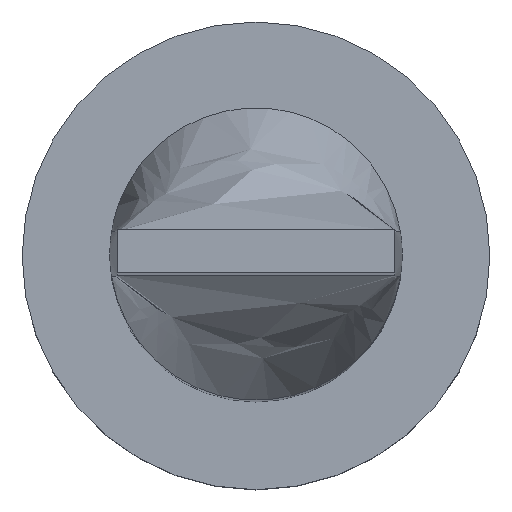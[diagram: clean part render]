
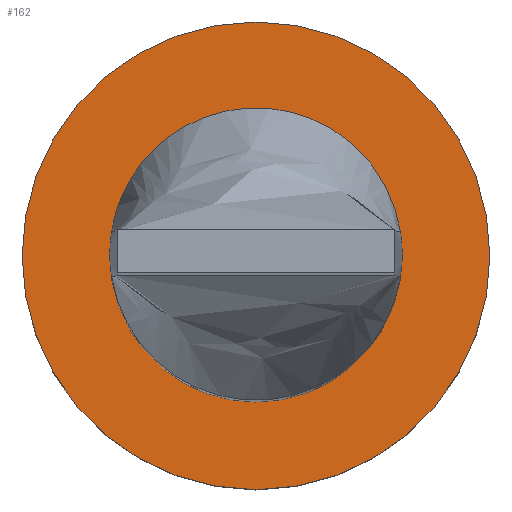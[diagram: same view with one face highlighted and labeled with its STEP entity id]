
A CAD part, top view. The second image highlights one B-rep face of the part: STEP entity #162.
In plain terms, the highlighted planar face has unit normal (0, 0, 1).
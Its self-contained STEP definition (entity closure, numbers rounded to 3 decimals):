
#28 = DIRECTION ( 'NONE',  ( 0., 0., 1. ) ) ;
#75 = ORIENTED_EDGE ( 'NONE', *, *, #192, .F. ) ;
#106 = CARTESIAN_POINT ( 'NONE',  ( 5., 0., 5. ) ) ;
#107 = DIRECTION ( 'NONE',  ( 0., 0., 1. ) ) ;
#120 = VERTEX_POINT ( 'NONE', #350 ) ;
#121 = CARTESIAN_POINT ( 'NONE',  ( 0., 0., 5. ) ) ;
#128 = EDGE_CURVE ( 'NONE', #570, #553, #577, .T. ) ;
#147 = CARTESIAN_POINT ( 'NONE',  ( 8., 0., 5. ) ) ;
#155 = DIRECTION ( 'NONE',  ( 1., 0., 0. ) ) ;
#162 = ADVANCED_FACE ( 'NONE', ( #591, #414 ), #303, .T. ) ;
#164 = DIRECTION ( 'NONE',  ( 0., 0., 1. ) ) ;
#171 = ORIENTED_EDGE ( 'NONE', *, *, #470, .T. ) ;
#192 = EDGE_CURVE ( 'NONE', #543, #120, #211, .T. ) ;
#211 = CIRCLE ( 'NONE', #286, 5. ) ;
#212 = CARTESIAN_POINT ( 'NONE',  ( -8., 0., 5. ) ) ;
#264 = DIRECTION ( 'NONE',  ( 0., 0., 1. ) ) ;
#286 = AXIS2_PLACEMENT_3D ( 'NONE', #459, #28, #358 ) ;
#291 = CARTESIAN_POINT ( 'NONE',  ( 0., 0., 5. ) ) ;
#303 = PLANE ( 'NONE',  #562 ) ;
#307 = CARTESIAN_POINT ( 'NONE',  ( 0., 0., 5. ) ) ;
#308 = EDGE_LOOP ( 'NONE', ( #479, #75 ) ) ;
#313 = ORIENTED_EDGE ( 'NONE', *, *, #128, .T. ) ;
#320 = DIRECTION ( 'NONE',  ( 1., 0., 0. ) ) ;
#350 = CARTESIAN_POINT ( 'NONE',  ( -5., 0., 5. ) ) ;
#357 = AXIS2_PLACEMENT_3D ( 'NONE', #487, #164, #155 ) ;
#358 = DIRECTION ( 'NONE',  ( 1., 0., 0. ) ) ;
#391 = EDGE_LOOP ( 'NONE', ( #313, #171 ) ) ;
#414 = FACE_OUTER_BOUND ( 'NONE', #391, .T. ) ;
#426 = EDGE_CURVE ( 'NONE', #120, #543, #538, .T. ) ;
#436 = CIRCLE ( 'NONE', #477, 8. ) ;
#456 = DIRECTION ( 'NONE',  ( 0., 0., 1. ) ) ;
#459 = CARTESIAN_POINT ( 'NONE',  ( 0., 0., 5. ) ) ;
#461 = AXIS2_PLACEMENT_3D ( 'NONE', #291, #107, #489 ) ;
#470 = EDGE_CURVE ( 'NONE', #553, #570, #436, .T. ) ;
#477 = AXIS2_PLACEMENT_3D ( 'NONE', #121, #264, #320 ) ;
#479 = ORIENTED_EDGE ( 'NONE', *, *, #426, .F. ) ;
#487 = CARTESIAN_POINT ( 'NONE',  ( 0., 0., 5. ) ) ;
#489 = DIRECTION ( 'NONE',  ( 1., 0., 0. ) ) ;
#494 = DIRECTION ( 'NONE',  ( 1., 0., 0. ) ) ;
#538 = CIRCLE ( 'NONE', #461, 5. ) ;
#543 = VERTEX_POINT ( 'NONE', #106 ) ;
#553 = VERTEX_POINT ( 'NONE', #147 ) ;
#562 = AXIS2_PLACEMENT_3D ( 'NONE', #307, #456, #494 ) ;
#570 = VERTEX_POINT ( 'NONE', #212 ) ;
#577 = CIRCLE ( 'NONE', #357, 8. ) ;
#591 = FACE_BOUND ( 'NONE', #308, .T. ) ;
